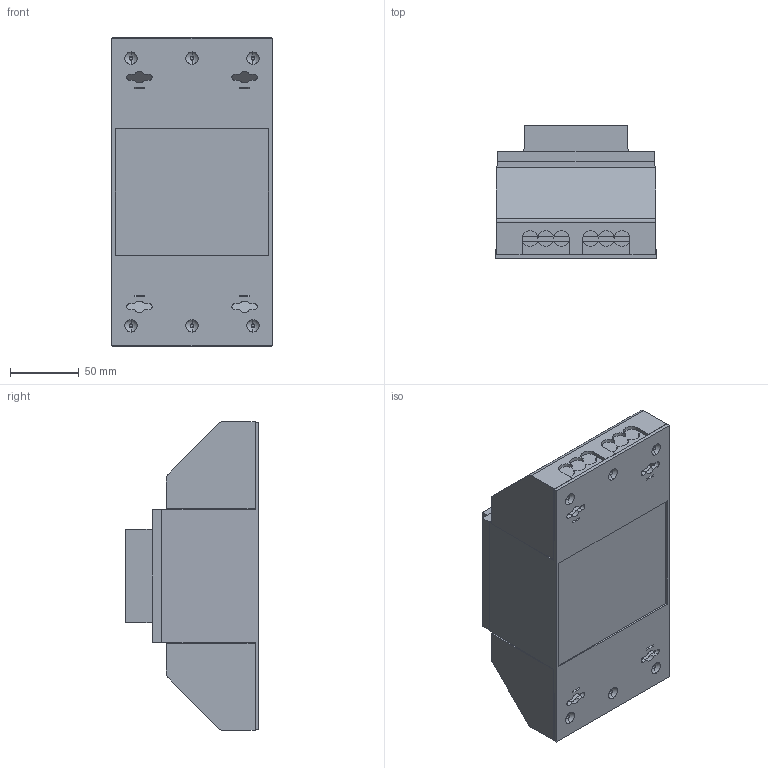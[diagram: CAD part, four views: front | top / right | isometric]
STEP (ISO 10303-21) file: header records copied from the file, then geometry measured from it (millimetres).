
FILE_DESCRIPTION (( 'STEP AP214' ), '1' );
FILE_NAME ('871461.STEP', '2024-04-23T10:56:46', ( '' ), ( '' ), 'SwSTEP 2.0', 'SolidWorks 2022', '' );
FILE_SCHEMA (( 'AUTOMOTIVE_DESIGN' ));
Length unit declared in the file: millimetre
Products named in the file (1): 871461
Bounding box: 116.7 x 97 x 224.45 mm (x, y, z)
Volume: 380190.8 mm3; surface area: 256751.2 mm2
Topology: 1 solids, 1 shells, 504 faces, 1463 edges, 970 vertices
Faces by surface type: plane 387, cylinder 105, sphere 12
Entity records: 16603 total; most frequent: CARTESIAN_POINT 2938, ORIENTED_EDGE 2926, DIRECTION 2731, EDGE_CURVE 1463, LINE 1205, VECTOR 1205, VERTEX_POINT 970, AXIS2_PLACEMENT_3D 763
